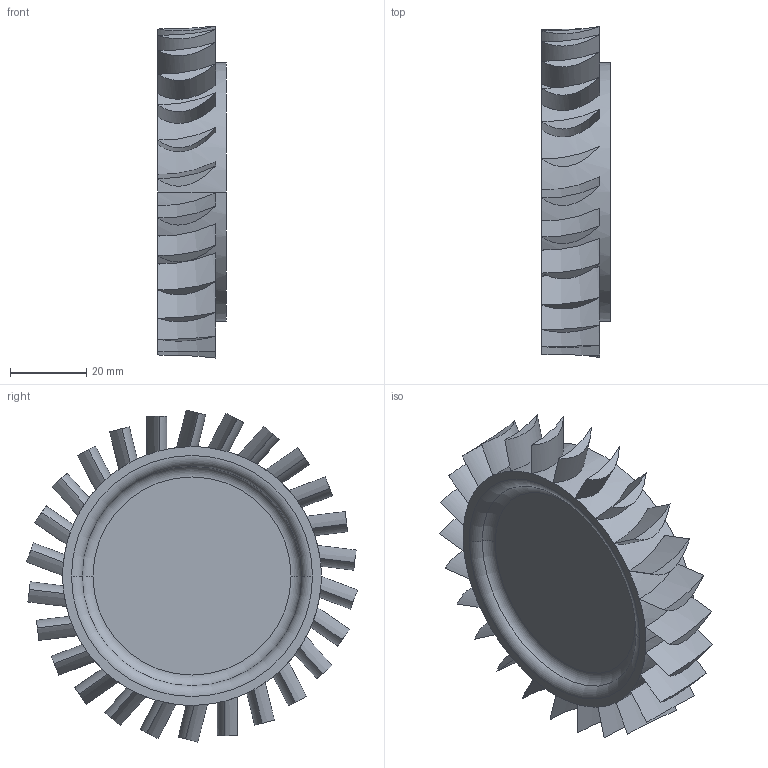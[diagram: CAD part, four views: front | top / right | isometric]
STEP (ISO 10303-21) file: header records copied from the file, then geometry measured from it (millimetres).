
FILE_DESCRIPTION( ( 'STEP Version 203' ), '1' );
FILE_NAME( 'Geom.stp', '03/20/22 15:21:23', ( 'pc' ), ( ' ' ), 'PSStep 21.0.47', 'DesignModeler STEP Output', ' ' );
FILE_SCHEMA( ( 'CONFIG_CONTROL_DESIGN' ) );
Length unit declared in the file: metre
Products named in the file (1): PartBody|CircPattern.2
Bounding box: 18 x 86.89 x 87.15 mm (x, y, z)
Volume: 47242.9 mm3; surface area: 19660.4 mm2
Topology: 1 solids, 1 shells, 117 faces, 284 edges, 170 vertices
Faces by surface type: plane 55, bspline 52, torus 8, cylinder 2
Entity records: 5056 total; most frequent: CARTESIAN_POINT 2730, ORIENTED_EDGE 568, DIRECTION 308, EDGE_CURVE 284, VERTEX_POINT 170, B_SPLINE_CURVE_WITH_KNOTS 156, EDGE_LOOP 118, ADVANCED_FACE 117
